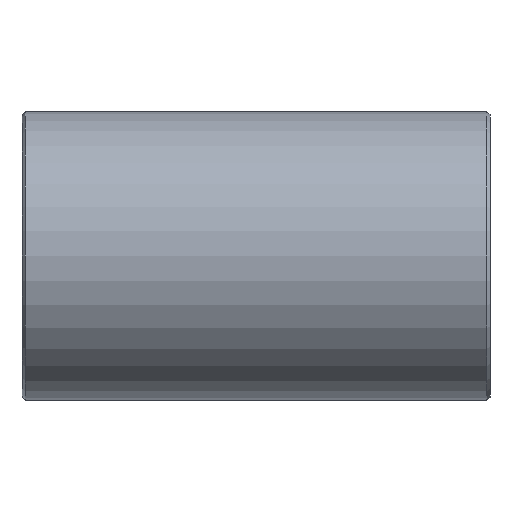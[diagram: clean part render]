
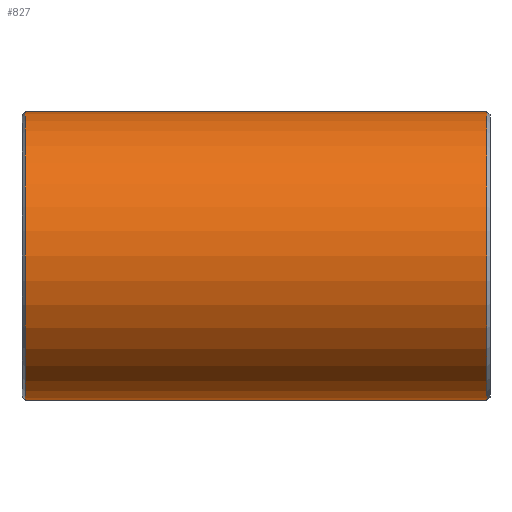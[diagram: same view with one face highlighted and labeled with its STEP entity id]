
A CAD part, front view. The second image highlights one B-rep face of the part: STEP entity #827.
In plain terms, the highlighted cylindrical face has radius 109.537 mm (diameter 219.075 mm), a partial arc.
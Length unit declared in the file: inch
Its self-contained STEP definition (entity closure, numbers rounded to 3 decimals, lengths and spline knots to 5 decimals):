
#12 = ORIENTED_EDGE ( 'NONE', *, *, #636, .T. ) ;
#28 = EDGE_CURVE ( 'NONE', #29, #313, #156, .T. ) ;
#29 = VERTEX_POINT ( 'NONE', #101 ) ;
#37 = DIRECTION ( 'NONE',  ( -1., 0., 0. ) ) ;
#42 = DIRECTION ( 'NONE',  ( -1., 0., 0. ) ) ;
#48 = AXIS2_PLACEMENT_3D ( 'NONE', #117, #765, #58 ) ;
#58 = DIRECTION ( 'NONE',  ( 0., 0., 1. ) ) ;
#77 = CARTESIAN_POINT ( 'NONE',  ( -6.90767, 0., -4.3125 ) ) ;
#93 = DIRECTION ( 'NONE',  ( 0., 0., -1. ) ) ;
#94 = CIRCLE ( 'NONE', #309, 4.3125 ) ;
#95 = DIRECTION ( 'NONE',  ( -1., 0., 0. ) ) ;
#101 = CARTESIAN_POINT ( 'NONE',  ( 6.90767, 0., 4.3125 ) ) ;
#117 = CARTESIAN_POINT ( 'NONE',  ( 7., 0., 0. ) ) ;
#156 = LINE ( 'NONE', #818, #630 ) ;
#161 = ORIENTED_EDGE ( 'NONE', *, *, #649, .T. ) ;
#167 = CARTESIAN_POINT ( 'NONE',  ( -6.90767, 0., 0. ) ) ;
#176 = CYLINDRICAL_SURFACE ( 'NONE', #48, 4.3125 ) ;
#179 = EDGE_LOOP ( 'NONE', ( #692, #161, #757, #12 ) ) ;
#258 = VERTEX_POINT ( 'NONE', #457 ) ;
#278 = CIRCLE ( 'NONE', #459, 4.3125 ) ;
#283 = DIRECTION ( 'NONE',  ( 1., 0., 0. ) ) ;
#309 = AXIS2_PLACEMENT_3D ( 'NONE', #691, #42, #93 ) ;
#313 = VERTEX_POINT ( 'NONE', #674 ) ;
#457 = CARTESIAN_POINT ( 'NONE',  ( 6.90767, 0., -4.3125 ) ) ;
#459 = AXIS2_PLACEMENT_3D ( 'NONE', #167, #283, #621 ) ;
#558 = VERTEX_POINT ( 'NONE', #77 ) ;
#584 = FACE_OUTER_BOUND ( 'NONE', #179, .T. ) ;
#621 = DIRECTION ( 'NONE',  ( 0., 0., 1. ) ) ;
#624 = CARTESIAN_POINT ( 'NONE',  ( 7., 0., -4.3125 ) ) ;
#630 = VECTOR ( 'NONE', #95, 39.37008 ) ;
#636 = EDGE_CURVE ( 'NONE', #313, #558, #278, .T. ) ;
#640 = VECTOR ( 'NONE', #37, 39.37008 ) ;
#649 = EDGE_CURVE ( 'NONE', #258, #29, #94, .T. ) ;
#674 = CARTESIAN_POINT ( 'NONE',  ( -6.90767, 0., 4.3125 ) ) ;
#691 = CARTESIAN_POINT ( 'NONE',  ( 6.90767, 0., 0. ) ) ;
#692 = ORIENTED_EDGE ( 'NONE', *, *, #788, .F. ) ;
#756 = LINE ( 'NONE', #624, #640 ) ;
#757 = ORIENTED_EDGE ( 'NONE', *, *, #28, .T. ) ;
#765 = DIRECTION ( 'NONE',  ( -1., 0., 0. ) ) ;
#788 = EDGE_CURVE ( 'NONE', #258, #558, #756, .T. ) ;
#818 = CARTESIAN_POINT ( 'NONE',  ( 7., 0., 4.3125 ) ) ;
#827 = ADVANCED_FACE ( 'NONE', ( #584 ), #176, .T. ) ;
